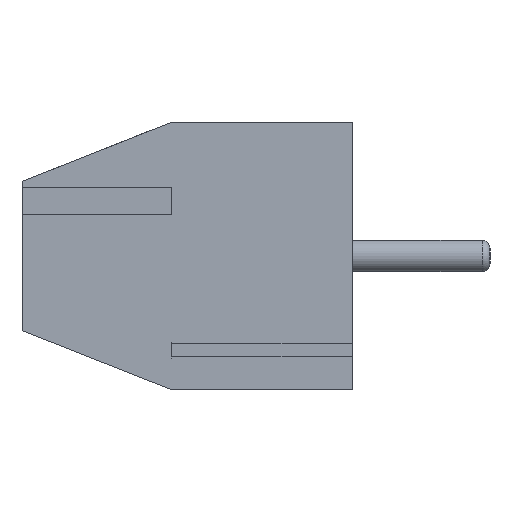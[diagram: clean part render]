
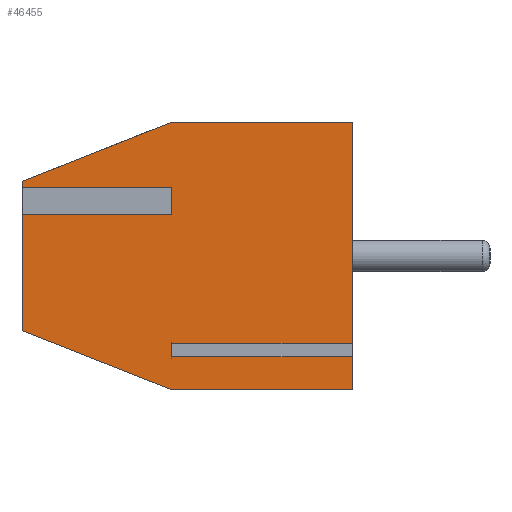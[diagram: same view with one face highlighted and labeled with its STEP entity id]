
A CAD part, left-side view. The second image highlights one B-rep face of the part: STEP entity #46455.
In plain terms, the highlighted planar face has unit normal (-1, 0, 0).
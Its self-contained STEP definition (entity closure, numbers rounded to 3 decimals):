
#246 = ORIENTED_EDGE ( 'NONE', *, *, #42214, .F. ) ;
#759 = LINE ( 'NONE', #39799, #2138 ) ;
#1164 = VECTOR ( 'NONE', #18721, 1000. ) ;
#2035 = CARTESIAN_POINT ( 'NONE',  ( 0., 0., 0.832 ) ) ;
#2138 = VECTOR ( 'NONE', #22442, 1000. ) ;
#2820 = VERTEX_POINT ( 'NONE', #21181 ) ;
#3128 = EDGE_CURVE ( 'NONE', #2820, #12208, #37432, .T. ) ;
#4336 = CARTESIAN_POINT ( 'NONE',  ( 0., 4.6, 0.832 ) ) ;
#6105 = CARTESIAN_POINT ( 'NONE',  ( 0., 4.6, 4.968 ) ) ;
#7099 = CARTESIAN_POINT ( 'NONE',  ( 0., 0., 1.168 ) ) ;
#7390 = DIRECTION ( 'NONE',  ( 0., 0.93, 0.367 ) ) ;
#7562 = DIRECTION ( 'NONE',  ( 0., -1., 0. ) ) ;
#8254 = CARTESIAN_POINT ( 'NONE',  ( 0., 8.4, 6.8 ) ) ;
#8413 = EDGE_CURVE ( 'NONE', #20767, #14672, #759, .T. ) ;
#8721 = VERTEX_POINT ( 'NONE', #26838 ) ;
#8946 = VECTOR ( 'NONE', #9614, 1000. ) ;
#9116 = ORIENTED_EDGE ( 'NONE', *, *, #41622, .F. ) ;
#9614 = DIRECTION ( 'NONE',  ( 0., -1., 0. ) ) ;
#9838 = ORIENTED_EDGE ( 'NONE', *, *, #8413, .T. ) ;
#10197 = CARTESIAN_POINT ( 'NONE',  ( 0., 8.4, 0. ) ) ;
#10288 = CARTESIAN_POINT ( 'NONE',  ( 0., 4.6, 0.832 ) ) ;
#10486 = ORIENTED_EDGE ( 'NONE', *, *, #39932, .F. ) ;
#10888 = CARTESIAN_POINT ( 'NONE',  ( 0., 8.4, 5.3 ) ) ;
#11141 = LINE ( 'NONE', #43758, #24905 ) ;
#11570 = VECTOR ( 'NONE', #21060, 1000. ) ;
#12208 = VERTEX_POINT ( 'NONE', #16823 ) ;
#12804 = ORIENTED_EDGE ( 'NONE', *, *, #24011, .T. ) ;
#13735 = VERTEX_POINT ( 'NONE', #6105 ) ;
#13957 = VECTOR ( 'NONE', #15297, 1000. ) ;
#14602 = EDGE_CURVE ( 'NONE', #16174, #8721, #40368, .T. ) ;
#14672 = VERTEX_POINT ( 'NONE', #2035 ) ;
#14946 = LINE ( 'NONE', #32798, #26320 ) ;
#15297 = DIRECTION ( 'NONE',  ( 0., -1., 0. ) ) ;
#15606 = VECTOR ( 'NONE', #44693, 1000. ) ;
#16174 = VERTEX_POINT ( 'NONE', #29639 ) ;
#16308 = CARTESIAN_POINT ( 'NONE',  ( 0., 8.4, 6.8 ) ) ;
#16407 = ORIENTED_EDGE ( 'NONE', *, *, #38085, .T. ) ;
#16654 = VECTOR ( 'NONE', #45189, 1000. ) ;
#16823 = CARTESIAN_POINT ( 'NONE',  ( 0., 0., 6.8 ) ) ;
#16939 = ORIENTED_EDGE ( 'NONE', *, *, #14602, .F. ) ;
#17052 = EDGE_CURVE ( 'NONE', #17920, #20839, #42014, .T. ) ;
#17920 = VERTEX_POINT ( 'NONE', #45406 ) ;
#18083 = VECTOR ( 'NONE', #27780, 1000. ) ;
#18721 = DIRECTION ( 'NONE',  ( 0., 0., 1. ) ) ;
#18804 = ORIENTED_EDGE ( 'NONE', *, *, #32075, .T. ) ;
#18858 = FACE_OUTER_BOUND ( 'NONE', #40218, .T. ) ;
#19009 = EDGE_CURVE ( 'NONE', #38772, #14672, #31212, .T. ) ;
#19051 = ORIENTED_EDGE ( 'NONE', *, *, #17052, .T. ) ;
#19214 = CARTESIAN_POINT ( 'NONE',  ( 0., 4.6, 4.968 ) ) ;
#19363 = CARTESIAN_POINT ( 'NONE',  ( 0., 8.4, 1.5 ) ) ;
#19435 = VERTEX_POINT ( 'NONE', #19363 ) ;
#20401 = ORIENTED_EDGE ( 'NONE', *, *, #28536, .T. ) ;
#20597 = LINE ( 'NONE', #35164, #11570 ) ;
#20767 = VERTEX_POINT ( 'NONE', #31569 ) ;
#20839 = VERTEX_POINT ( 'NONE', #7099 ) ;
#21060 = DIRECTION ( 'NONE',  ( 0., 0., 1. ) ) ;
#21181 = CARTESIAN_POINT ( 'NONE',  ( 0., 4.6, 6.8 ) ) ;
#21725 = CARTESIAN_POINT ( 'NONE',  ( 0., 0., 6.8 ) ) ;
#21956 = DIRECTION ( 'NONE',  ( 0., 0., 1. ) ) ;
#22242 = LINE ( 'NONE', #4336, #1164 ) ;
#22442 = DIRECTION ( 'NONE',  ( 0., 0., 1. ) ) ;
#24011 = EDGE_CURVE ( 'NONE', #20839, #12208, #36292, .T. ) ;
#24742 = CARTESIAN_POINT ( 'NONE',  ( 0., 8.4, 6.8 ) ) ;
#24905 = VECTOR ( 'NONE', #7562, 1000. ) ;
#25869 = CARTESIAN_POINT ( 'NONE',  ( 0., 4.6, 0.832 ) ) ;
#25937 = DIRECTION ( 'NONE',  ( 1., 0., 0. ) ) ;
#26320 = VECTOR ( 'NONE', #7390, 1000. ) ;
#26838 = CARTESIAN_POINT ( 'NONE',  ( 0., 4.6, 4.632 ) ) ;
#27780 = DIRECTION ( 'NONE',  ( 0., 0., 1. ) ) ;
#27819 = DIRECTION ( 'NONE',  ( 0., -0.93, 0.367 ) ) ;
#28506 = AXIS2_PLACEMENT_3D ( 'NONE', #8254, #25937, #40200 ) ;
#28536 = EDGE_CURVE ( 'NONE', #13735, #8721, #36373, .T. ) ;
#28740 = EDGE_CURVE ( 'NONE', #46154, #39543, #20597, .T. ) ;
#29333 = DIRECTION ( 'NONE',  ( 0., 0., -1. ) ) ;
#29639 = CARTESIAN_POINT ( 'NONE',  ( 0., 8.4, 4.632 ) ) ;
#31212 = LINE ( 'NONE', #10288, #39803 ) ;
#31341 = LINE ( 'NONE', #10197, #16654 ) ;
#31569 = CARTESIAN_POINT ( 'NONE',  ( 0., 0., 0. ) ) ;
#31865 = EDGE_CURVE ( 'NONE', #36569, #20767, #31341, .T. ) ;
#32075 = EDGE_CURVE ( 'NONE', #46154, #13735, #11141, .T. ) ;
#32798 = CARTESIAN_POINT ( 'NONE',  ( 0., 8.4, 1.5 ) ) ;
#35056 = LINE ( 'NONE', #24742, #18083 ) ;
#35095 = LINE ( 'NONE', #10888, #39703 ) ;
#35164 = CARTESIAN_POINT ( 'NONE',  ( 0., 8.4, 6.8 ) ) ;
#35416 = DIRECTION ( 'NONE',  ( 0., -1., 0. ) ) ;
#35675 = ORIENTED_EDGE ( 'NONE', *, *, #3128, .F. ) ;
#36292 = LINE ( 'NONE', #21725, #40480 ) ;
#36373 = LINE ( 'NONE', #19214, #38597 ) ;
#36569 = VERTEX_POINT ( 'NONE', #38237 ) ;
#36725 = CARTESIAN_POINT ( 'NONE',  ( 0., 8.4, 5.3 ) ) ;
#36930 = PLANE ( 'NONE',  #28506 ) ;
#37432 = LINE ( 'NONE', #16308, #15606 ) ;
#37555 = ORIENTED_EDGE ( 'NONE', *, *, #19009, .F. ) ;
#37572 = ORIENTED_EDGE ( 'NONE', *, *, #31865, .T. ) ;
#38085 = EDGE_CURVE ( 'NONE', #38772, #17920, #22242, .T. ) ;
#38237 = CARTESIAN_POINT ( 'NONE',  ( 0., 4.6, 0. ) ) ;
#38597 = VECTOR ( 'NONE', #29333, 1000. ) ;
#38772 = VERTEX_POINT ( 'NONE', #25869 ) ;
#39120 = CARTESIAN_POINT ( 'NONE',  ( 0., 8.4, 4.968 ) ) ;
#39543 = VERTEX_POINT ( 'NONE', #36725 ) ;
#39703 = VECTOR ( 'NONE', #27819, 1000. ) ;
#39799 = CARTESIAN_POINT ( 'NONE',  ( 0., 0., 6.8 ) ) ;
#39803 = VECTOR ( 'NONE', #35416, 1000. ) ;
#39932 = EDGE_CURVE ( 'NONE', #39543, #2820, #35095, .T. ) ;
#40200 = DIRECTION ( 'NONE',  ( 0., 0., -1. ) ) ;
#40218 = EDGE_LOOP ( 'NONE', ( #19051, #12804, #35675, #10486, #45271, #18804, #20401, #16939, #9116, #246, #37572, #9838, #37555, #16407 ) ) ;
#40368 = LINE ( 'NONE', #40832, #13957 ) ;
#40480 = VECTOR ( 'NONE', #21956, 1000. ) ;
#40832 = CARTESIAN_POINT ( 'NONE',  ( 0., 8.4, 4.632 ) ) ;
#41622 = EDGE_CURVE ( 'NONE', #19435, #16174, #35056, .T. ) ;
#42014 = LINE ( 'NONE', #46041, #8946 ) ;
#42214 = EDGE_CURVE ( 'NONE', #36569, #19435, #14946, .T. ) ;
#43758 = CARTESIAN_POINT ( 'NONE',  ( 0., 8.4, 4.968 ) ) ;
#44693 = DIRECTION ( 'NONE',  ( 0., -1., 0. ) ) ;
#45189 = DIRECTION ( 'NONE',  ( 0., -1., 0. ) ) ;
#45271 = ORIENTED_EDGE ( 'NONE', *, *, #28740, .F. ) ;
#45406 = CARTESIAN_POINT ( 'NONE',  ( 0., 4.6, 1.168 ) ) ;
#46041 = CARTESIAN_POINT ( 'NONE',  ( 0., 4.6, 1.168 ) ) ;
#46154 = VERTEX_POINT ( 'NONE', #39120 ) ;
#46455 = ADVANCED_FACE ( 'NONE', ( #18858 ), #36930, .F. ) ;
